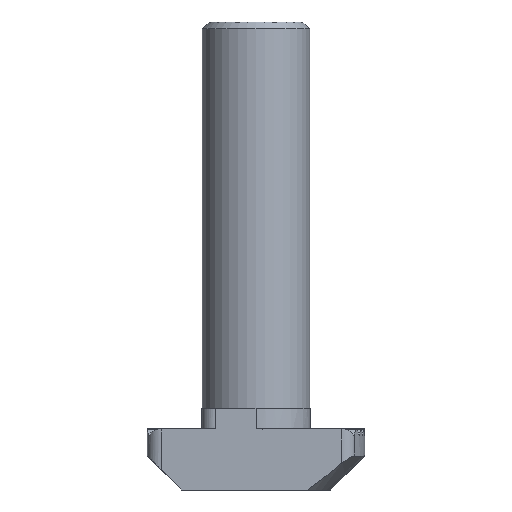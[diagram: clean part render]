
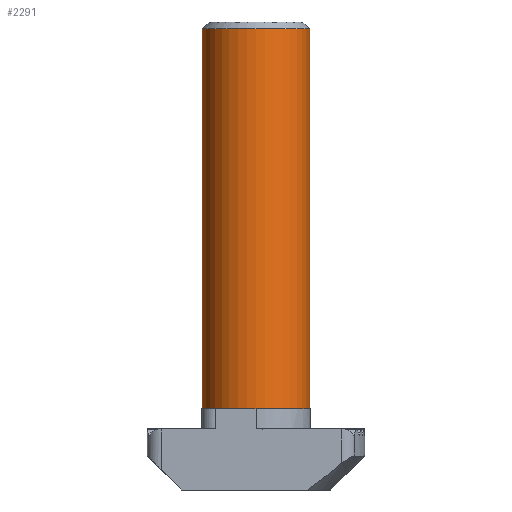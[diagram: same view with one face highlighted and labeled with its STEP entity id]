
A CAD part, front view. The second image highlights one B-rep face of the part: STEP entity #2291.
In plain terms, the highlighted cylindrical face has radius 3.95 mm (diameter 7.9 mm), a partial arc.
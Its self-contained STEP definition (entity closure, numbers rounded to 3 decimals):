
#180 = CARTESIAN_POINT ( 'NONE',  ( -3.95, 0., -0.769 ) ) ;
#181 = CARTESIAN_POINT ( 'NONE',  ( 0., 0., 6. ) ) ;
#221 = DIRECTION ( 'NONE',  ( -1., 0., 0. ) ) ;
#237 = VECTOR ( 'NONE', #1098, 1000. ) ;
#327 = VERTEX_POINT ( 'NONE', #2315 ) ;
#416 = DIRECTION ( 'NONE',  ( -1., 0., 0. ) ) ;
#477 = VERTEX_POINT ( 'NONE', #2373 ) ;
#557 = CIRCLE ( 'NONE', #1286, 3.95 ) ;
#643 = EDGE_CURVE ( 'NONE', #477, #327, #2660, .T. ) ;
#677 = CARTESIAN_POINT ( 'NONE',  ( 3.95, 0., 6. ) ) ;
#754 = DIRECTION ( 'NONE',  ( 0., 0., -1. ) ) ;
#765 = AXIS2_PLACEMENT_3D ( 'NONE', #1446, #754, #1215 ) ;
#938 = CARTESIAN_POINT ( 'NONE',  ( 3.95, 0., 34. ) ) ;
#1098 = DIRECTION ( 'NONE',  ( 0., 0., -1. ) ) ;
#1215 = DIRECTION ( 'NONE',  ( -1., 0., 0. ) ) ;
#1286 = AXIS2_PLACEMENT_3D ( 'NONE', #2949, #1585, #221 ) ;
#1340 = FACE_OUTER_BOUND ( 'NONE', #2857, .T. ) ;
#1392 = ORIENTED_EDGE ( 'NONE', *, *, #643, .T. ) ;
#1446 = CARTESIAN_POINT ( 'NONE',  ( 0., 0., -0.769 ) ) ;
#1505 = CARTESIAN_POINT ( 'NONE',  ( 3.95, 0., -0.769 ) ) ;
#1585 = DIRECTION ( 'NONE',  ( 0., 0., -1. ) ) ;
#1735 = ORIENTED_EDGE ( 'NONE', *, *, #2739, .F. ) ;
#1768 = DIRECTION ( 'NONE',  ( 0., 0., 1. ) ) ;
#1871 = CYLINDRICAL_SURFACE ( 'NONE', #765, 3.95 ) ;
#1983 = CIRCLE ( 'NONE', #2704, 3.95 ) ;
#1994 = EDGE_CURVE ( 'NONE', #327, #2491, #1983, .T. ) ;
#2015 = LINE ( 'NONE', #1505, #2551 ) ;
#2085 = EDGE_CURVE ( 'NONE', #2541, #477, #557, .T. ) ;
#2291 = ADVANCED_FACE ( 'NONE', ( #1340 ), #1871, .T. ) ;
#2315 = CARTESIAN_POINT ( 'NONE',  ( -3.95, 0., 6. ) ) ;
#2373 = CARTESIAN_POINT ( 'NONE',  ( -3.95, 0., 34. ) ) ;
#2491 = VERTEX_POINT ( 'NONE', #677 ) ;
#2541 = VERTEX_POINT ( 'NONE', #938 ) ;
#2551 = VECTOR ( 'NONE', #2643, 1000. ) ;
#2643 = DIRECTION ( 'NONE',  ( 0., 0., -1. ) ) ;
#2660 = LINE ( 'NONE', #180, #237 ) ;
#2704 = AXIS2_PLACEMENT_3D ( 'NONE', #181, #1768, #416 ) ;
#2739 = EDGE_CURVE ( 'NONE', #2541, #2491, #2015, .T. ) ;
#2777 = ORIENTED_EDGE ( 'NONE', *, *, #1994, .T. ) ;
#2857 = EDGE_LOOP ( 'NONE', ( #1735, #2927, #1392, #2777 ) ) ;
#2927 = ORIENTED_EDGE ( 'NONE', *, *, #2085, .T. ) ;
#2949 = CARTESIAN_POINT ( 'NONE',  ( 0., 0., 34. ) ) ;
